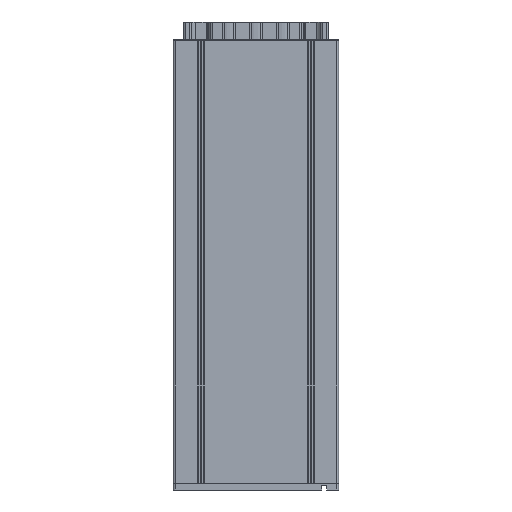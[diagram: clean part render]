
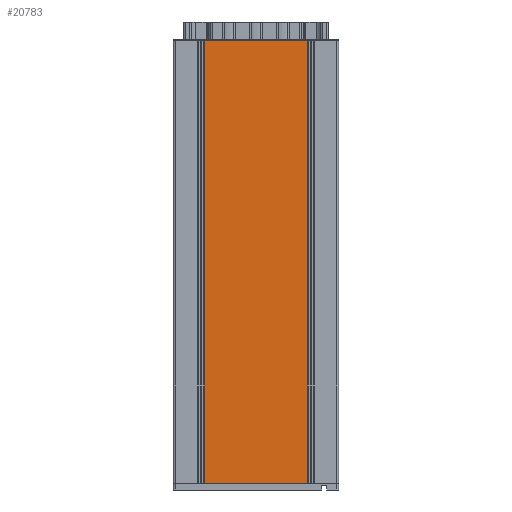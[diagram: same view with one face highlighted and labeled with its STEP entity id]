
A CAD part, front view. The second image highlights one B-rep face of the part: STEP entity #20783.
In plain terms, the highlighted planar face has unit normal (0, -1, 0).
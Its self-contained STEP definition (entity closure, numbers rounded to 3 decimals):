
#554 = CARTESIAN_POINT ( 'NONE',  ( 0., -30., 643. ) ) ;
#1573 = LINE ( 'NONE', #9546, #24866 ) ;
#1624 = CARTESIAN_POINT ( 'NONE',  ( -75.4, -30., 0. ) ) ;
#2012 = VECTOR ( 'NONE', #25984, 1000. ) ;
#2386 = ORIENTED_EDGE ( 'NONE', *, *, #12696, .T. ) ;
#2825 = FACE_OUTER_BOUND ( 'NONE', #15852, .T. ) ;
#3167 = DIRECTION ( 'NONE',  ( 1., 0., 0. ) ) ;
#4229 = CARTESIAN_POINT ( 'NONE',  ( 75.4, -30., 643. ) ) ;
#5149 = CARTESIAN_POINT ( 'NONE',  ( 0., -30., 0. ) ) ;
#5978 = VERTEX_POINT ( 'NONE', #1624 ) ;
#6248 = LINE ( 'NONE', #18338, #26361 ) ;
#7242 = DIRECTION ( 'NONE',  ( 0., 0., 1. ) ) ;
#8469 = PLANE ( 'NONE',  #12890 ) ;
#9494 = EDGE_CURVE ( 'NONE', #13351, #19495, #26255, .T. ) ;
#9546 = CARTESIAN_POINT ( 'NONE',  ( 75.4, -30., 643. ) ) ;
#9563 = LINE ( 'NONE', #5149, #14340 ) ;
#9636 = VERTEX_POINT ( 'NONE', #13795 ) ;
#12305 = DIRECTION ( 'NONE',  ( 0., 0., -1. ) ) ;
#12696 = EDGE_CURVE ( 'NONE', #13351, #5978, #6248, .T. ) ;
#12890 = AXIS2_PLACEMENT_3D ( 'NONE', #554, #22708, #24731 ) ;
#13351 = VERTEX_POINT ( 'NONE', #25432 ) ;
#13795 = CARTESIAN_POINT ( 'NONE',  ( 75.4, -30., 0. ) ) ;
#14051 = CARTESIAN_POINT ( 'NONE',  ( 0., -30., 643. ) ) ;
#14340 = VECTOR ( 'NONE', #3167, 1000. ) ;
#15230 = ORIENTED_EDGE ( 'NONE', *, *, #20333, .T. ) ;
#15852 = EDGE_LOOP ( 'NONE', ( #15230, #24072, #20098, #2386 ) ) ;
#16886 = EDGE_CURVE ( 'NONE', #9636, #19495, #1573, .T. ) ;
#18338 = CARTESIAN_POINT ( 'NONE',  ( -75.4, -30., 643. ) ) ;
#19495 = VERTEX_POINT ( 'NONE', #4229 ) ;
#20098 = ORIENTED_EDGE ( 'NONE', *, *, #9494, .F. ) ;
#20333 = EDGE_CURVE ( 'NONE', #5978, #9636, #9563, .T. ) ;
#20783 = ADVANCED_FACE ( 'NONE', ( #2825 ), #8469, .F. ) ;
#22708 = DIRECTION ( 'NONE',  ( 0., 1., 0. ) ) ;
#24072 = ORIENTED_EDGE ( 'NONE', *, *, #16886, .T. ) ;
#24731 = DIRECTION ( 'NONE',  ( 0., 0., 1. ) ) ;
#24866 = VECTOR ( 'NONE', #7242, 1000. ) ;
#25432 = CARTESIAN_POINT ( 'NONE',  ( -75.4, -30., 643. ) ) ;
#25984 = DIRECTION ( 'NONE',  ( 1., 0., 0. ) ) ;
#26255 = LINE ( 'NONE', #14051, #2012 ) ;
#26361 = VECTOR ( 'NONE', #12305, 1000. ) ;
